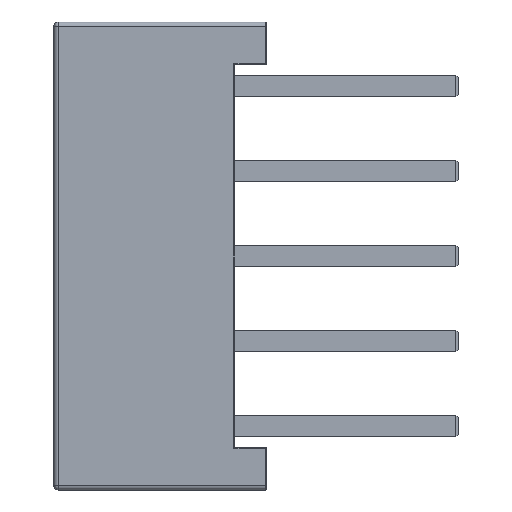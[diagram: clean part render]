
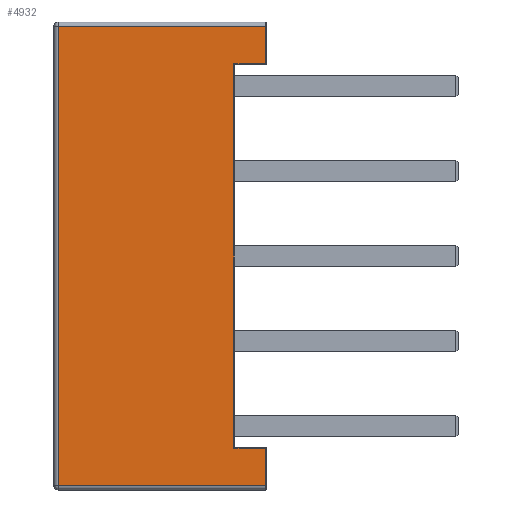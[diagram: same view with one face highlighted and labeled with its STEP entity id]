
A CAD part, left-side view. The second image highlights one B-rep face of the part: STEP entity #4932.
In plain terms, the highlighted planar face has unit normal (-1, 0, 0).
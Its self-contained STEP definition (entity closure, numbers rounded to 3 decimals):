
#335 = ORIENTED_EDGE ( 'NONE', *, *, #7805, .T. ) ;
#668 = VECTOR ( 'NONE', #9583, 1000. ) ;
#1028 = CARTESIAN_POINT ( 'NONE',  ( -3.5, 5., -5.4 ) ) ;
#1036 = CARTESIAN_POINT ( 'NONE',  ( -3.5, 4.9, -5.4 ) ) ;
#1165 = EDGE_CURVE ( 'NONE', #9275, #8673, #9106, .T. ) ;
#1263 = DIRECTION ( 'NONE',  ( 1., 0., 0. ) ) ;
#1264 = CARTESIAN_POINT ( 'NONE',  ( -3.5, 0.77, 4.52 ) ) ;
#1319 = EDGE_CURVE ( 'NONE', #8673, #6750, #6909, .T. ) ;
#1485 = ORIENTED_EDGE ( 'NONE', *, *, #1319, .T. ) ;
#1584 = VERTEX_POINT ( 'NONE', #1036 ) ;
#1635 = DIRECTION ( 'NONE',  ( 0., 1., 0. ) ) ;
#1821 = VERTEX_POINT ( 'NONE', #9918 ) ;
#1919 = VECTOR ( 'NONE', #5261, 1000. ) ;
#2092 = EDGE_CURVE ( 'NONE', #1821, #4865, #4804, .T. ) ;
#2675 = EDGE_CURVE ( 'NONE', #6750, #1821, #6452, .T. ) ;
#2763 = VECTOR ( 'NONE', #1635, 1000. ) ;
#2769 = DIRECTION ( 'NONE',  ( 0., 0., -1. ) ) ;
#2810 = VERTEX_POINT ( 'NONE', #9410 ) ;
#2924 = CARTESIAN_POINT ( 'NONE',  ( -3.5, 5., -5.5 ) ) ;
#3097 = DIRECTION ( 'NONE',  ( 0., 0., 1. ) ) ;
#3119 = DIRECTION ( 'NONE',  ( 0., 0., -1. ) ) ;
#3476 = CARTESIAN_POINT ( 'NONE',  ( -3.5, 5., -4.52 ) ) ;
#3598 = LINE ( 'NONE', #1028, #668 ) ;
#3659 = CARTESIAN_POINT ( 'NONE',  ( -3.5, 4.9, 5.4 ) ) ;
#3782 = CARTESIAN_POINT ( 'NONE',  ( -3.5, 0.02, 4.52 ) ) ;
#4024 = ORIENTED_EDGE ( 'NONE', *, *, #2675, .T. ) ;
#4121 = VECTOR ( 'NONE', #3097, 1000. ) ;
#4324 = EDGE_CURVE ( 'NONE', #1584, #8803, #3598, .T. ) ;
#4350 = CARTESIAN_POINT ( 'NONE',  ( -3.5, 0.02, -5.5 ) ) ;
#4375 = EDGE_CURVE ( 'NONE', #2810, #9275, #6164, .T. ) ;
#4601 = ORIENTED_EDGE ( 'NONE', *, *, #2092, .T. ) ;
#4778 = ORIENTED_EDGE ( 'NONE', *, *, #1165, .T. ) ;
#4804 = LINE ( 'NONE', #9480, #2763 ) ;
#4865 = VERTEX_POINT ( 'NONE', #3659 ) ;
#4932 = ADVANCED_FACE ( 'NONE', ( #7142 ), #7566, .F. ) ;
#4935 = EDGE_CURVE ( 'NONE', #8803, #2810, #7397, .T. ) ;
#5053 = DIRECTION ( 'NONE',  ( 0., 0., 1. ) ) ;
#5261 = DIRECTION ( 'NONE',  ( 0., -1., 0. ) ) ;
#5335 = CARTESIAN_POINT ( 'NONE',  ( -3.5, 0.02, -5.5 ) ) ;
#5422 = CARTESIAN_POINT ( 'NONE',  ( -3.5, 4.9, -5.5 ) ) ;
#5639 = LINE ( 'NONE', #5422, #6012 ) ;
#5733 = EDGE_LOOP ( 'NONE', ( #1485, #4024, #4601, #335, #9167, #5996, #9393, #4778 ) ) ;
#5996 = ORIENTED_EDGE ( 'NONE', *, *, #4935, .T. ) ;
#6012 = VECTOR ( 'NONE', #3119, 1000. ) ;
#6164 = LINE ( 'NONE', #3476, #9329 ) ;
#6452 = LINE ( 'NONE', #5335, #4121 ) ;
#6750 = VERTEX_POINT ( 'NONE', #3782 ) ;
#6909 = LINE ( 'NONE', #9905, #1919 ) ;
#7142 = FACE_OUTER_BOUND ( 'NONE', #5733, .T. ) ;
#7397 = LINE ( 'NONE', #4350, #7879 ) ;
#7437 = CARTESIAN_POINT ( 'NONE',  ( -3.5, 0.77, -5.5 ) ) ;
#7566 = PLANE ( 'NONE',  #9002 ) ;
#7805 = EDGE_CURVE ( 'NONE', #4865, #1584, #5639, .T. ) ;
#7879 = VECTOR ( 'NONE', #8953, 1000. ) ;
#8282 = DIRECTION ( 'NONE',  ( 0., 1., 0. ) ) ;
#8673 = VERTEX_POINT ( 'NONE', #1264 ) ;
#8803 = VERTEX_POINT ( 'NONE', #9111 ) ;
#8953 = DIRECTION ( 'NONE',  ( 0., 0., 1. ) ) ;
#9002 = AXIS2_PLACEMENT_3D ( 'NONE', #2924, #1263, #2769 ) ;
#9075 = CARTESIAN_POINT ( 'NONE',  ( -3.5, 0.77, -4.52 ) ) ;
#9106 = LINE ( 'NONE', #7437, #9230 ) ;
#9111 = CARTESIAN_POINT ( 'NONE',  ( -3.5, 0.02, -5.4 ) ) ;
#9167 = ORIENTED_EDGE ( 'NONE', *, *, #4324, .T. ) ;
#9230 = VECTOR ( 'NONE', #5053, 1000. ) ;
#9275 = VERTEX_POINT ( 'NONE', #9075 ) ;
#9329 = VECTOR ( 'NONE', #8282, 1000. ) ;
#9393 = ORIENTED_EDGE ( 'NONE', *, *, #4375, .T. ) ;
#9410 = CARTESIAN_POINT ( 'NONE',  ( -3.5, 0.02, -4.52 ) ) ;
#9480 = CARTESIAN_POINT ( 'NONE',  ( -3.5, 5., 5.4 ) ) ;
#9583 = DIRECTION ( 'NONE',  ( 0., -1., 0. ) ) ;
#9905 = CARTESIAN_POINT ( 'NONE',  ( -3.5, 5., 4.52 ) ) ;
#9918 = CARTESIAN_POINT ( 'NONE',  ( -3.5, 0.02, 5.4 ) ) ;
